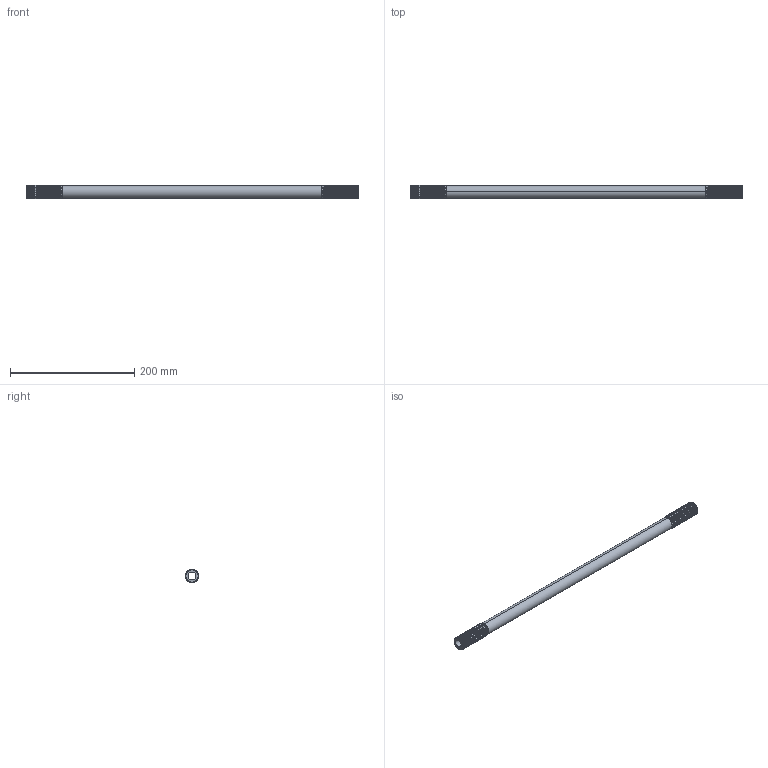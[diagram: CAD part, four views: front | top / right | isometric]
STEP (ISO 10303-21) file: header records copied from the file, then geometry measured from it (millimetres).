
FILE_DESCRIPTION (( 'STEP AP203' ), '1' );
FILE_NAME ('5210 21in Axle.STEP', '2013-12-17T23:07:08', ( 'Dan''s Work CPU' ), ( '' ), 'SwSTEP 2.0', 'SolidWorks 2012', '' );
FILE_SCHEMA (( 'CONFIG_CONTROL_DESIGN' ));
Length unit declared in the file: inch
Products named in the file (1): 5210 21in Axle
Bounding box: 533.4 x 22.1 x 22.1 mm (x, y, z)
Volume: 108811.9 mm3; surface area: 57809.8 mm2
Topology: 1 solids, 1 shells, 273 faces, 807 edges, 536 vertices
Faces by surface type: plane 122, cylinder 86, torus 42, cone 23
Entity records: 9754 total; most frequent: CARTESIAN_POINT 2417, ORIENTED_EDGE 1614, DIRECTION 1473, EDGE_CURVE 807, AXIS2_PLACEMENT_3D 552, VERTEX_POINT 536, LINE 369, VECTOR 369
